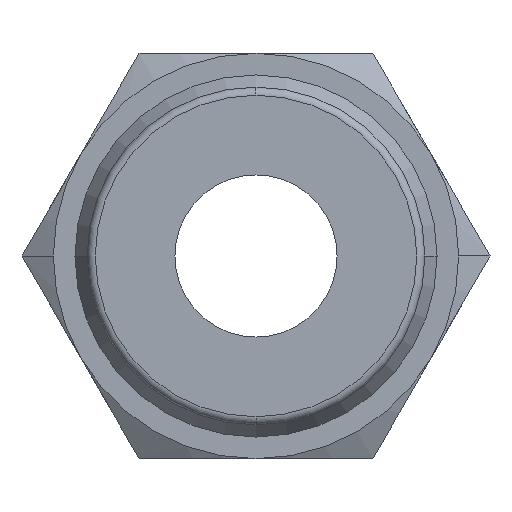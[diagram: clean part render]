
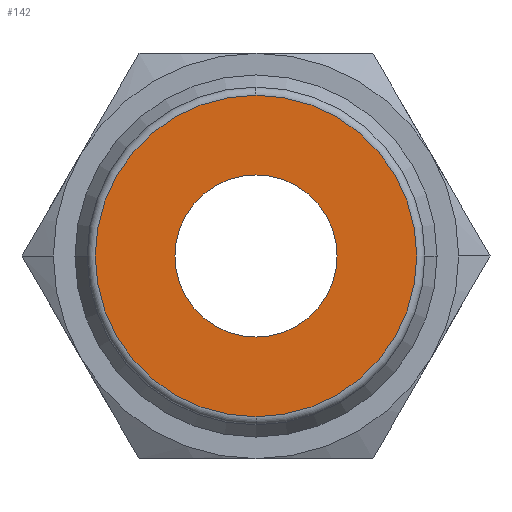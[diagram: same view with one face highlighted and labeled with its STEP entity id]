
A CAD part, front view. The second image highlights one B-rep face of the part: STEP entity #142.
In plain terms, the highlighted planar face has unit normal (0, -1, 0).
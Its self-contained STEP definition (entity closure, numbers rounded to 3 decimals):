
#142=ADVANCED_FACE('',(#290,#291),#292,.T.);
#290=FACE_BOUND('',#439,.T.);
#291=FACE_OUTER_BOUND('',#440,.T.);
#292=PLANE('',#441);
#439=EDGE_LOOP('',(#773,#774));
#440=EDGE_LOOP('',(#775,#776,#777));
#441=AXIS2_PLACEMENT_3D('',#778,#779,#780);
#773=ORIENTED_EDGE('',*,*,#893,.T.);
#774=ORIENTED_EDGE('',*,*,#973,.T.);
#775=ORIENTED_EDGE('',*,*,#932,.F.);
#776=ORIENTED_EDGE('',*,*,#931,.F.);
#777=ORIENTED_EDGE('',*,*,#977,.F.);
#778=CARTESIAN_POINT('',(2.975,0.0,0.0));
#779=DIRECTION('',(-0.0,-1.0,-0.0));
#780=DIRECTION('',(-1.0,0.0,0.0));
#893=EDGE_CURVE('',#1067,#1065,#1068,.T.);
#931=EDGE_CURVE('',#1123,#1126,#1127,.T.);
#932=EDGE_CURVE('',#1126,#1128,#1129,.T.);
#973=EDGE_CURVE('',#1065,#1067,#1175,.T.);
#977=EDGE_CURVE('',#1128,#1123,#1179,.T.);
#1065=VERTEX_POINT('',#1421);
#1067=VERTEX_POINT('',#1424);
#1068=CIRCLE('',#1425,3.0);
#1123=VERTEX_POINT('',#1577);
#1126=VERTEX_POINT('',#1580);
#1127=CIRCLE('',#1581,5.95);
#1128=VERTEX_POINT('',#1582);
#1129=CIRCLE('',#1583,5.95);
#1175=CIRCLE('',#1667,3.0);
#1179=CIRCLE('',#1671,5.95);
#1421=CARTESIAN_POINT('',(3.0,0.0,0.));
#1424=CARTESIAN_POINT('',(-3.0,0.0,0.));
#1425=AXIS2_PLACEMENT_3D('',#1726,#1727,#1728);
#1577=CARTESIAN_POINT('',(0.,0.0,5.95));
#1580=CARTESIAN_POINT('',(5.95,0.0,0.0));
#1581=AXIS2_PLACEMENT_3D('',#1774,#1775,#1776);
#1582=CARTESIAN_POINT('',(0.,0.0,-5.95));
#1583=AXIS2_PLACEMENT_3D('',#1777,#1778,#1779);
#1667=AXIS2_PLACEMENT_3D('',#1842,#1843,#1844);
#1671=AXIS2_PLACEMENT_3D('',#1848,#1849,#1850);
#1726=CARTESIAN_POINT('',(0.0,0.0,0.0));
#1727=DIRECTION('',(-0.0,1.0,0.0));
#1728=DIRECTION('',(1.0,0.0,0.0));
#1774=CARTESIAN_POINT('',(0.0,0.0,0.0));
#1775=DIRECTION('',(-0.0,1.0,0.0));
#1776=DIRECTION('',(1.0,0.0,0.0));
#1777=CARTESIAN_POINT('',(0.0,0.0,0.0));
#1778=DIRECTION('',(-0.0,1.0,0.0));
#1779=DIRECTION('',(1.0,0.0,0.0));
#1842=CARTESIAN_POINT('',(0.0,0.0,0.0));
#1843=DIRECTION('',(-0.0,1.0,0.0));
#1844=DIRECTION('',(1.0,0.0,0.0));
#1848=CARTESIAN_POINT('',(0.0,0.0,0.0));
#1849=DIRECTION('',(-0.0,1.0,0.0));
#1850=DIRECTION('',(1.0,0.0,0.0));
